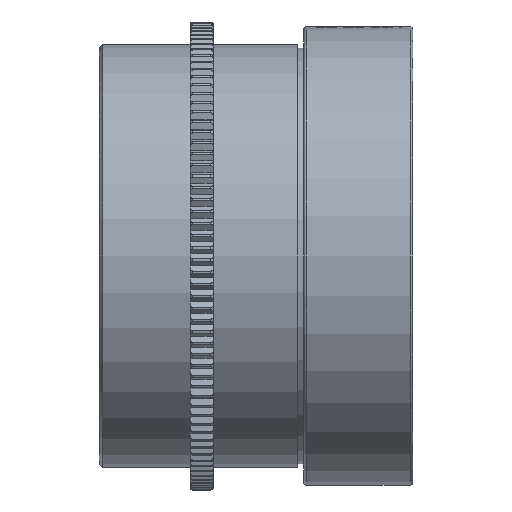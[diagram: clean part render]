
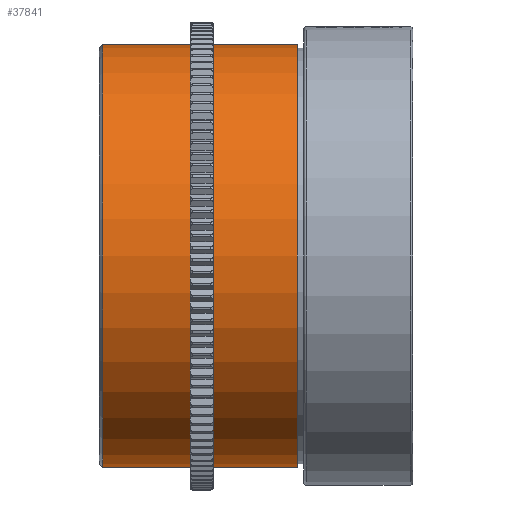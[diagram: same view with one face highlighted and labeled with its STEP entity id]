
A CAD part, left-side view. The second image highlights one B-rep face of the part: STEP entity #37841.
In plain terms, the highlighted cylindrical face has radius 25.845 mm (diameter 51.69 mm), a partial arc.
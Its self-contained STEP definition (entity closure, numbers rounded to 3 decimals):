
#551 = DIRECTION ( 'NONE',  ( 0., 0., 1. ) ) ;
#2115 = VERTEX_POINT ( 'NONE', #33346 ) ;
#2387 = EDGE_LOOP ( 'NONE', ( #34293, #41698, #29969, #24215 ) ) ;
#7412 = CARTESIAN_POINT ( 'NONE',  ( 10.484, 29.535, 10.549 ) ) ;
#9558 = DIRECTION ( 'NONE',  ( 0., 1., 0. ) ) ;
#10460 = AXIS2_PLACEMENT_3D ( 'NONE', #10633, #28449, #50873 ) ;
#10543 = AXIS2_PLACEMENT_3D ( 'NONE', #7412, #47639, #26344 ) ;
#10633 = CARTESIAN_POINT ( 'NONE',  ( 10.484, 29.935, 10.549 ) ) ;
#13496 = CIRCLE ( 'NONE', #53522, 25.845 ) ;
#14675 = EDGE_CURVE ( 'NONE', #2115, #21722, #38877, .T. ) ;
#17955 = CARTESIAN_POINT ( 'NONE',  ( 10.484, 5.735, 36.394 ) ) ;
#19034 = EDGE_CURVE ( 'NONE', #31414, #38065, #54565, .T. ) ;
#20463 = CARTESIAN_POINT ( 'NONE',  ( 10.484, 5.735, -15.296 ) ) ;
#21722 = VERTEX_POINT ( 'NONE', #17955 ) ;
#23372 = CARTESIAN_POINT ( 'NONE',  ( 10.484, 29.935, -15.296 ) ) ;
#24215 = ORIENTED_EDGE ( 'NONE', *, *, #53635, .T. ) ;
#26344 = DIRECTION ( 'NONE',  ( 0., 0., 1. ) ) ;
#28449 = DIRECTION ( 'NONE',  ( 0., -1., 0. ) ) ;
#29459 = CARTESIAN_POINT ( 'NONE',  ( 10.484, 5.735, 10.549 ) ) ;
#29969 = ORIENTED_EDGE ( 'NONE', *, *, #19034, .T. ) ;
#31414 = VERTEX_POINT ( 'NONE', #52786 ) ;
#32803 = FACE_OUTER_BOUND ( 'NONE', #2387, .T. ) ;
#33346 = CARTESIAN_POINT ( 'NONE',  ( 10.484, 29.535, 36.394 ) ) ;
#34293 = ORIENTED_EDGE ( 'NONE', *, *, #14675, .F. ) ;
#35687 = VECTOR ( 'NONE', #52558, 1000. ) ;
#37841 = ADVANCED_FACE ( 'NONE', ( #32803 ), #50569, .T. ) ;
#38065 = VERTEX_POINT ( 'NONE', #20463 ) ;
#38877 = LINE ( 'NONE', #57506, #35687 ) ;
#39226 = EDGE_CURVE ( 'NONE', #2115, #31414, #47777, .T. ) ;
#41698 = ORIENTED_EDGE ( 'NONE', *, *, #39226, .T. ) ;
#46896 = DIRECTION ( 'NONE',  ( 0., -1., 0. ) ) ;
#47057 = VECTOR ( 'NONE', #46896, 1000. ) ;
#47639 = DIRECTION ( 'NONE',  ( 0., -1., 0. ) ) ;
#47777 = CIRCLE ( 'NONE', #10543, 25.845 ) ;
#50569 = CYLINDRICAL_SURFACE ( 'NONE', #10460, 25.845 ) ;
#50873 = DIRECTION ( 'NONE',  ( 0., 0., -1. ) ) ;
#52558 = DIRECTION ( 'NONE',  ( 0., -1., 0. ) ) ;
#52786 = CARTESIAN_POINT ( 'NONE',  ( 10.484, 29.535, -15.296 ) ) ;
#53522 = AXIS2_PLACEMENT_3D ( 'NONE', #29459, #9558, #551 ) ;
#53635 = EDGE_CURVE ( 'NONE', #38065, #21722, #13496, .T. ) ;
#54565 = LINE ( 'NONE', #23372, #47057 ) ;
#57506 = CARTESIAN_POINT ( 'NONE',  ( 10.484, 29.935, 36.394 ) ) ;
